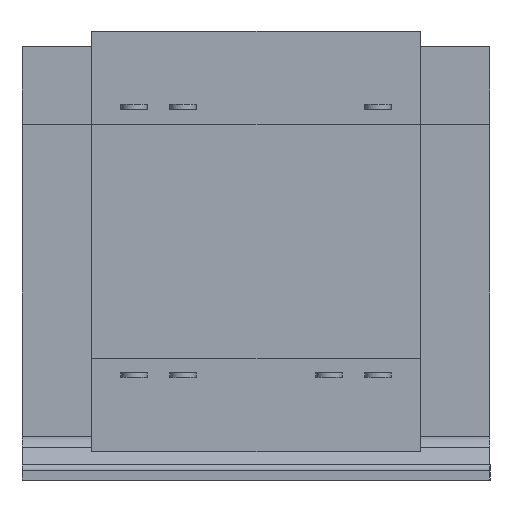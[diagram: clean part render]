
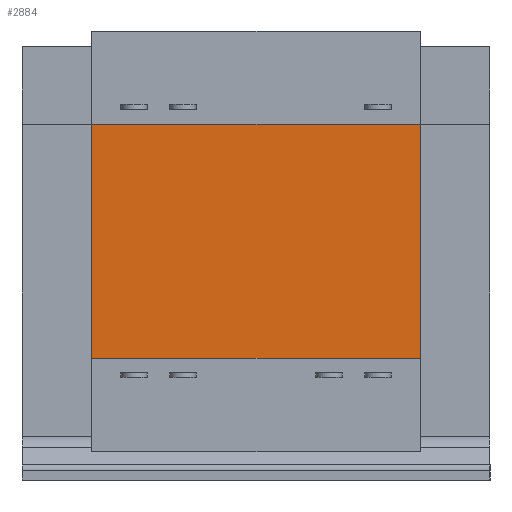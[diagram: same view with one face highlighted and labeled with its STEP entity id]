
A CAD part, top view. The second image highlights one B-rep face of the part: STEP entity #2884.
In plain terms, the highlighted planar face has unit normal (0, 0, 1).
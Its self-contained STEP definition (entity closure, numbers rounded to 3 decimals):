
#46 = VECTOR ( 'NONE', #4991, 1000. ) ;
#130 = ORIENTED_EDGE ( 'NONE', *, *, #1810, .T. ) ;
#145 = FACE_OUTER_BOUND ( 'NONE', #549, .T. ) ;
#209 = CARTESIAN_POINT ( 'NONE',  ( -16.85, 12., 18.4 ) ) ;
#493 = VERTEX_POINT ( 'NONE', #3996 ) ;
#549 = EDGE_LOOP ( 'NONE', ( #130, #4123, #4557, #4886 ) ) ;
#585 = CARTESIAN_POINT ( 'NONE',  ( 0., 0., 18.4 ) ) ;
#640 = PLANE ( 'NONE',  #1071 ) ;
#749 = VECTOR ( 'NONE', #4155, 1000. ) ;
#866 = CARTESIAN_POINT ( 'NONE',  ( -16.85, 12., 18.4 ) ) ;
#1071 = AXIS2_PLACEMENT_3D ( 'NONE', #585, #5782, #3932 ) ;
#1222 = EDGE_CURVE ( 'Defeature ausgef�hrt2_73+Defeature ausgef�hrt2_74+Defeature ausgef�hrt2_75+Defeature ausgef�hrt2_77', #4481, #2083, #2697, .T. ) ;
#1331 = LINE ( 'NONE', #3277, #749 ) ;
#1521 = EDGE_CURVE ( 'Defeature ausgef�hrt2_73+Defeature ausgef�hrt2_77+Defeature ausgef�hrt2_74+Defeature ausgef�hrt2_76', #2083, #3873, #1548, .T. ) ;
#1548 = LINE ( 'NONE', #3906, #2330 ) ;
#1810 = EDGE_CURVE ( 'Defeature ausgef�hrt2_73+Defeature ausgef�hrt2_75+Defeature ausgef�hrt2_76+Defeature ausgef�hrt2_74', #493, #4481, #1331, .T. ) ;
#1983 = DIRECTION ( 'NONE',  ( 0., -1., 0. ) ) ;
#2083 = VERTEX_POINT ( 'NONE', #4057 ) ;
#2330 = VECTOR ( 'NONE', #3037, 1000. ) ;
#2697 = LINE ( 'NONE', #4592, #46 ) ;
#2884 = ADVANCED_FACE ( 'Defeature ausgef�hrt2_73', ( #145 ), #640, .T. ) ;
#3037 = DIRECTION ( 'NONE',  ( -1., 0., 0. ) ) ;
#3277 = CARTESIAN_POINT ( 'NONE',  ( 16.85, -12., 18.4 ) ) ;
#3552 = CARTESIAN_POINT ( 'NONE',  ( 16.85, -12., 18.4 ) ) ;
#3873 = VERTEX_POINT ( 'NONE', #866 ) ;
#3906 = CARTESIAN_POINT ( 'NONE',  ( 16.85, 12., 18.4 ) ) ;
#3932 = DIRECTION ( 'NONE',  ( 1., 0., 0. ) ) ;
#3996 = CARTESIAN_POINT ( 'NONE',  ( -16.85, -12., 18.4 ) ) ;
#4057 = CARTESIAN_POINT ( 'NONE',  ( 16.85, 12., 18.4 ) ) ;
#4123 = ORIENTED_EDGE ( 'NONE', *, *, #1222, .T. ) ;
#4155 = DIRECTION ( 'NONE',  ( 1., 0., 0. ) ) ;
#4481 = VERTEX_POINT ( 'NONE', #3552 ) ;
#4557 = ORIENTED_EDGE ( 'NONE', *, *, #1521, .T. ) ;
#4592 = CARTESIAN_POINT ( 'NONE',  ( 16.85, 12., 18.4 ) ) ;
#4886 = ORIENTED_EDGE ( 'NONE', *, *, #5008, .T. ) ;
#4991 = DIRECTION ( 'NONE',  ( 0., 1., 0. ) ) ;
#5008 = EDGE_CURVE ( 'Defeature ausgef�hrt2_73+Defeature ausgef�hrt2_76+Defeature ausgef�hrt2_77+Defeature ausgef�hrt2_75', #3873, #493, #5385, .T. ) ;
#5036 = VECTOR ( 'NONE', #1983, 1000. ) ;
#5385 = LINE ( 'NONE', #209, #5036 ) ;
#5782 = DIRECTION ( 'NONE',  ( 0., 0., 1. ) ) ;
